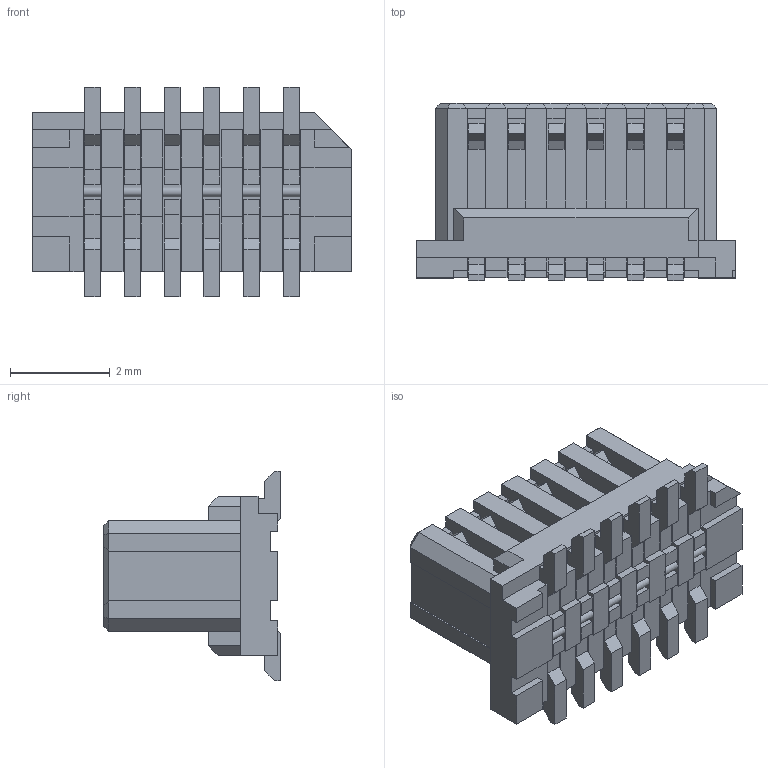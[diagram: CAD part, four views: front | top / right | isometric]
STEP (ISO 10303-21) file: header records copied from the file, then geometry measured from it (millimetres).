
FILE_DESCRIPTION((''),'2;1');
FILE_NAME('524651271','2014-06-05T',('me'),(''),'PRO/ENGINEER BY PARAMETRIC TECHNOLOGY CORPORATION, 2011490','PRO/ENGINEER BY PARAMETRIC TECHNOLOGY CORPORATION, 2011490','');
FILE_SCHEMA(('CONFIG_CONTROL_DESIGN'));
Length unit declared in the file: millimetre
Products named in the file (1): 524651271
Bounding box: 6.4 x 3.55 x 4.2 mm (x, y, z)
Volume: 46.3 mm3; surface area: 153.2 mm2
Topology: 1 solids, 1 shells, 491 faces, 1363 edges, 898 vertices
Faces by surface type: plane 485, cylinder 6
Entity records: 15260 total; most frequent: CARTESIAN_POINT 2705, ORIENTED_EDGE 2630, DIRECTION 2371, VECTOR 1339, LINE 1339, EDGE_CURVE 1315, VERTEX_POINT 850, AXIS2_PLACEMENT_3D 516
